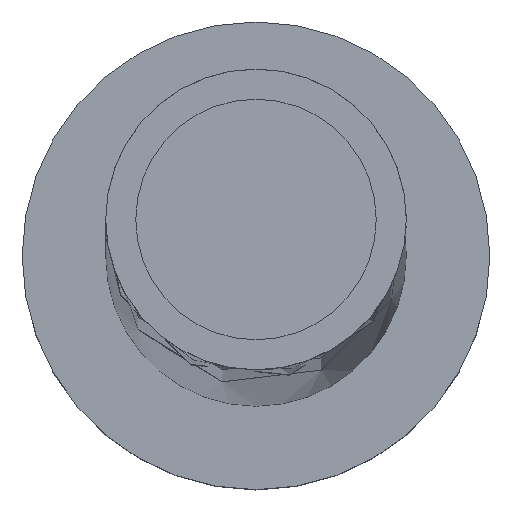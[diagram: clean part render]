
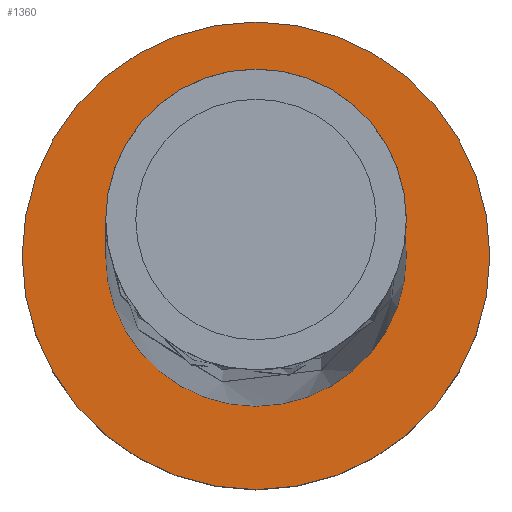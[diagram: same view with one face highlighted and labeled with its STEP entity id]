
A CAD part, top view. The second image highlights one B-rep face of the part: STEP entity #1360.
In plain terms, the highlighted planar face has unit normal (0, 0, 1).
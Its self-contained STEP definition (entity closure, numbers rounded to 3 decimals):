
#50 = CARTESIAN_POINT ( 'NONE',  ( 0., 0., 5. ) ) ;
#89 = DIRECTION ( 'NONE',  ( 1., 0., 0. ) ) ;
#103 = DIRECTION ( 'NONE',  ( 0., 0., 1. ) ) ;
#125 = PLANE ( 'NONE',  #1787 ) ;
#221 = DIRECTION ( 'NONE',  ( 0., 0., 1. ) ) ;
#325 = ORIENTED_EDGE ( 'NONE', *, *, #1694, .F. ) ;
#394 = AXIS2_PLACEMENT_3D ( 'NONE', #50, #221, #1814 ) ;
#411 = VERTEX_POINT ( 'NONE', #1585 ) ;
#512 = DIRECTION ( 'NONE',  ( 1., 0., 0. ) ) ;
#551 = DIRECTION ( 'NONE',  ( 1., 0., 0. ) ) ;
#562 = DIRECTION ( 'NONE',  ( 0., 0., 1. ) ) ;
#563 = EDGE_CURVE ( 'NONE', #411, #1206, #1140, .T. ) ;
#578 = CARTESIAN_POINT ( 'NONE',  ( 0., 0., 5. ) ) ;
#691 = CARTESIAN_POINT ( 'NONE',  ( 0., 0., 5. ) ) ;
#777 = CARTESIAN_POINT ( 'NONE',  ( 0., 0., 5. ) ) ;
#963 = CIRCLE ( 'NONE', #394, 4.5 ) ;
#1030 = ORIENTED_EDGE ( 'NONE', *, *, #1264, .T. ) ;
#1034 = CARTESIAN_POINT ( 'NONE',  ( 0., 0., 5. ) ) ;
#1117 = AXIS2_PLACEMENT_3D ( 'NONE', #578, #103, #89 ) ;
#1118 = CIRCLE ( 'NONE', #1723, 4.5 ) ;
#1140 = CIRCLE ( 'NONE', #1452, 7. ) ;
#1206 = VERTEX_POINT ( 'NONE', #1529 ) ;
#1209 = DIRECTION ( 'NONE',  ( 1., 0., 0. ) ) ;
#1243 = FACE_BOUND ( 'NONE', #1412, .T. ) ;
#1262 = CARTESIAN_POINT ( 'NONE',  ( -4.5, 0., 5. ) ) ;
#1264 = EDGE_CURVE ( 'NONE', #1206, #411, #2021, .T. ) ;
#1316 = DIRECTION ( 'NONE',  ( 0., 0., 1. ) ) ;
#1348 = ORIENTED_EDGE ( 'NONE', *, *, #1785, .F. ) ;
#1360 = ADVANCED_FACE ( 'NONE', ( #1243, #2008 ), #125, .T. ) ;
#1412 = EDGE_LOOP ( 'NONE', ( #325, #1348 ) ) ;
#1452 = AXIS2_PLACEMENT_3D ( 'NONE', #1034, #562, #551 ) ;
#1529 = CARTESIAN_POINT ( 'NONE',  ( 7., 0., 5. ) ) ;
#1556 = VERTEX_POINT ( 'NONE', #1262 ) ;
#1585 = CARTESIAN_POINT ( 'NONE',  ( -7., 0., 5. ) ) ;
#1671 = DIRECTION ( 'NONE',  ( 0., 0., 1. ) ) ;
#1686 = EDGE_LOOP ( 'NONE', ( #1777, #1030 ) ) ;
#1687 = VERTEX_POINT ( 'NONE', #1770 ) ;
#1694 = EDGE_CURVE ( 'NONE', #1556, #1687, #963, .T. ) ;
#1723 = AXIS2_PLACEMENT_3D ( 'NONE', #691, #1316, #512 ) ;
#1770 = CARTESIAN_POINT ( 'NONE',  ( 4.5, 0., 5. ) ) ;
#1777 = ORIENTED_EDGE ( 'NONE', *, *, #563, .T. ) ;
#1785 = EDGE_CURVE ( 'NONE', #1687, #1556, #1118, .T. ) ;
#1787 = AXIS2_PLACEMENT_3D ( 'NONE', #777, #1671, #1209 ) ;
#1814 = DIRECTION ( 'NONE',  ( 1., 0., 0. ) ) ;
#2008 = FACE_OUTER_BOUND ( 'NONE', #1686, .T. ) ;
#2021 = CIRCLE ( 'NONE', #1117, 7. ) ;
